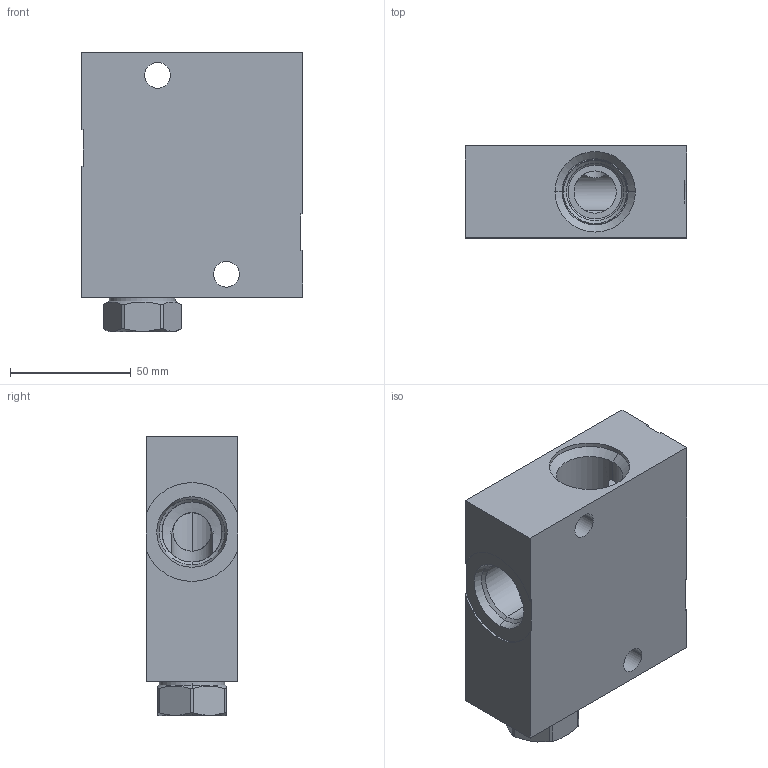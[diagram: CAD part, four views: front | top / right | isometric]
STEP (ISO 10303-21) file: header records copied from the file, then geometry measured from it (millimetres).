
FILE_DESCRIPTION((''),'2;1');
FILE_NAME('B4L_ASM','2019-08-02T',('ProEService'),(''),'PRO/ENGINEER BY PARAMETRIC TECHNOLOGY CORPORATION, 2014200','PRO/ENGINEER BY PARAMETRIC TECHNOLOGY CORPORATION, 2014200','');
FILE_SCHEMA(('CONFIG_CONTROL_DESIGN'));
Length unit declared in the file: inch
Products named in the file (3): 151-021-006; CXEDXCN; B4L_ASM
Assembly tree (2 placements, depth 2):
  B4L_ASM
    151-021-006
    CXEDXCN
Bounding box: 92.08 x 38.1 x 115.87 mm (x, y, z)
Volume: 276727.2 mm3; surface area: 58942.5 mm2
Topology: 4 solids, 5 shells, 279 faces, 895 edges, 722 vertices
Faces by surface type: cylinder 114, cone 67, plane 60, torus 26, revolution 8, sphere 4
Entity records: 11371 total; most frequent: CARTESIAN_POINT 3507, DIRECTION 1686, ORIENTED_EDGE 1328, EDGE_CURVE 664, AXIS2_PLACEMENT_3D 600, VECTOR 478, LINE 478, VERTEX_POINT 404
